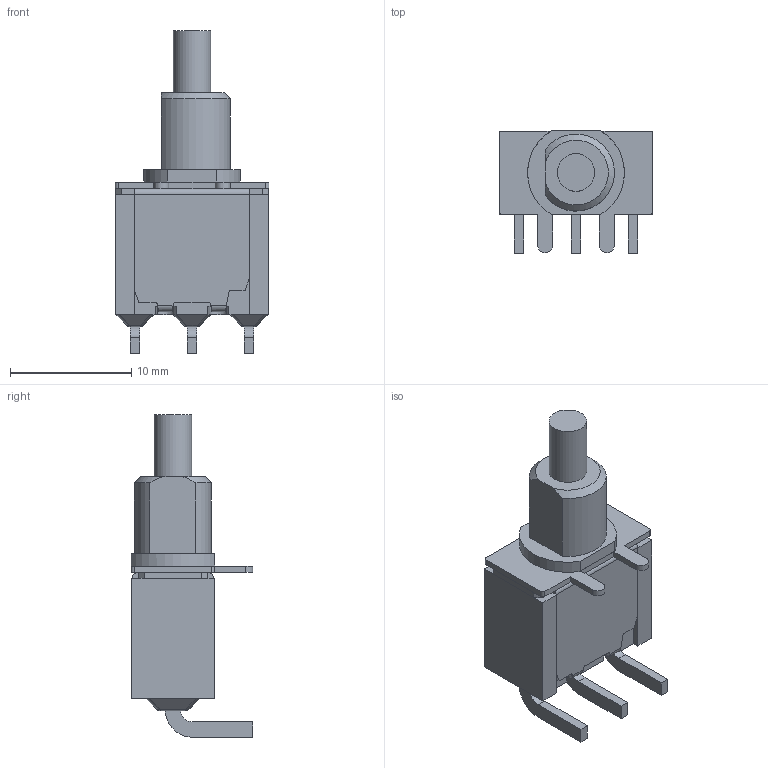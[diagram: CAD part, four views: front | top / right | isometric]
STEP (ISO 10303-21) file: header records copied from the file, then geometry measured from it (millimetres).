
FILE_DESCRIPTION(/* description */ (''),/* implementation_level */ '2;1');
FILE_NAME(/* name */ '700SP7B11M6xE.stp',/* time_stamp */ '2024-07-19T15:43:56-05:00',/* author */ ('jsteinblock'),/* organization */ (''),/* preprocessor_version */ 'ST-DEVELOPER v18.1',/* originating_system */ 'Autodesk Inventor 2022',/* authorisation */ '');
FILE_SCHEMA (('AUTOMOTIVE_DESIGN { 1 0 10303 214 3 1 1 }'));
Length unit declared in the file: inch
Products named in the file (1): 700SP7B11M6xE
Bounding box: 12.7 x 10.06 x 26.63 mm (x, y, z)
Volume: 1230.4 mm3; surface area: 1156.9 mm2
Topology: 2 solids, 5 shells, 343 faces, 901 edges, 566 vertices
Faces by surface type: plane 201, cylinder 75, bspline 54, sphere 12, cone 1
Full cylindrical faces by diameter (mm): 3.1 x2
Entity records: 10738 total; most frequent: CARTESIAN_POINT 2589, ORIENTED_EDGE 1778, DIRECTION 1508, EDGE_CURVE 889, LINE 622, VECTOR 622, VERTEX_POINT 566, AXIS2_PLACEMENT_3D 443
